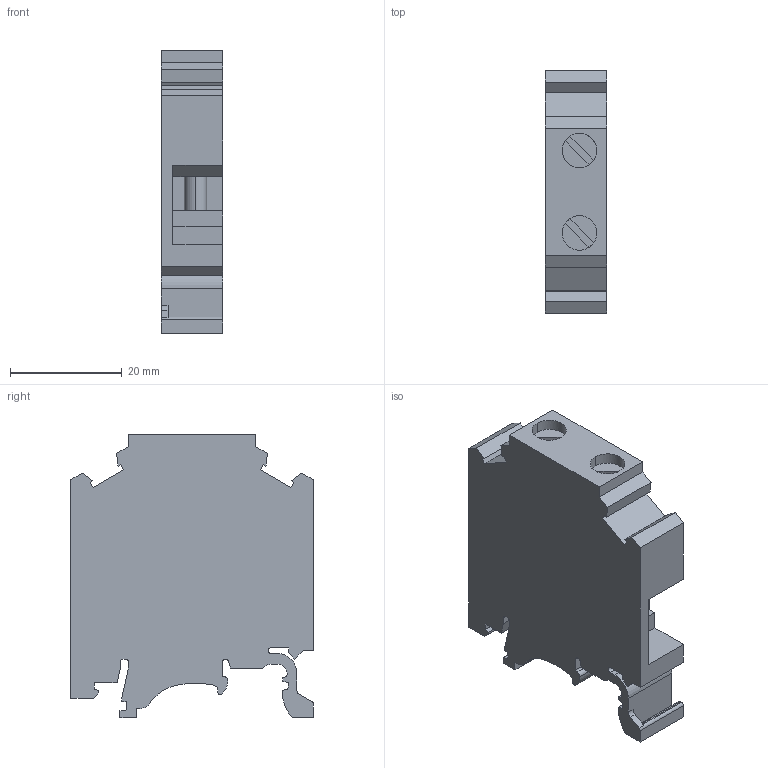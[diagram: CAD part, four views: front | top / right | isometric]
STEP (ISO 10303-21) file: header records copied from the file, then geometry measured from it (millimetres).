
FILE_DESCRIPTION(('Creo Elements/Direct Modeling STEP Export'),'2;1');
FILE_NAME('model.stp','2017-12-14T15:01:35',(''),(''),'Creo Elements/Direct Modeling STEP processor for AP214 (Solid Model)','Creo Elements/Direct Modeling 18.1I 14-Aug-2016 (C) Parametric Technology GmbH','');
FILE_SCHEMA(('AUTOMOTIVE_DESIGN { 1 0 10303 214 1 1 1 1 }'));
Length unit declared in the file: millimetre
Products named in the file (2): OTTA_6_YE-select
Assembly tree (1 placements, depth 2):
  OTTA_6_YE-select
    OTTA_6_YE-select
Bounding box: 11 x 43.5 x 50.85 mm (x, y, z)
Volume: 16221.4 mm3; surface area: 7362.5 mm2
Topology: 1 solids, 1 shells, 130 faces, 380 edges, 252 vertices
Faces by surface type: plane 100, cylinder 30
Entity records: 5247 total; most frequent: ORIENTED_EDGE 760, CARTESIAN_POINT 737, DIRECTION 667, EDGE_CURVE 380, VECTOR 303, LINE 303, VERTEX_POINT 252, AXIS2_PLACEMENT_3D 182
